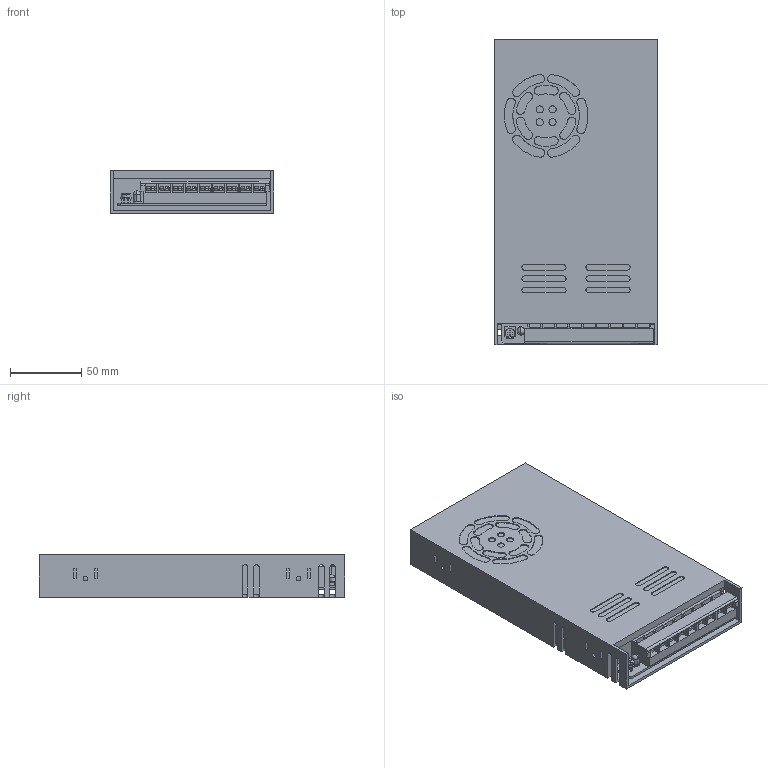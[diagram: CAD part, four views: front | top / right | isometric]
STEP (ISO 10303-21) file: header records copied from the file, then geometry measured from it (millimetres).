
FILE_DESCRIPTION(('CATIA V5 STEP Exchange','CAx-IF Rec.Pracs.--- Model Styling and Organization---1.4--- 2014-01-23'),'2;1');
FILE_NAME ('D1472116_0', '2021-01-28T09:34:39+00:00', ('none'), ('Weidmueller'), 'CATIA Version 5-6 Release 2016 SP3 HF44', 'CATIA V5 STEP AP214', 'none');
FILE_SCHEMA(('AUTOMOTIVE_DESIGN { 1 0 10303 214 1 1 1 1 }'));
Length unit declared in the file: millimetre
Products named in the file (1): S3D_PRO_PM_350W_XXX
Bounding box: 115 x 215 x 29.8 mm (x, y, z)
Volume: 698330.4 mm3; surface area: 89212.5 mm2
Topology: 18 solids, 18 shells, 624 faces, 1649 edges, 1100 vertices
Faces by surface type: plane 417, cylinder 105, extrusion 64, torus 36, sphere 2
Entity records: 19920 total; most frequent: CARTESIAN_POINT 4793, ORIENTED_EDGE 3294, DIRECTION 2297, EDGE_CURVE 1647, VECTOR 1187, LINE 1123, VERTEX_POINT 1100, AXIS2_PLACEMENT_3D 723
